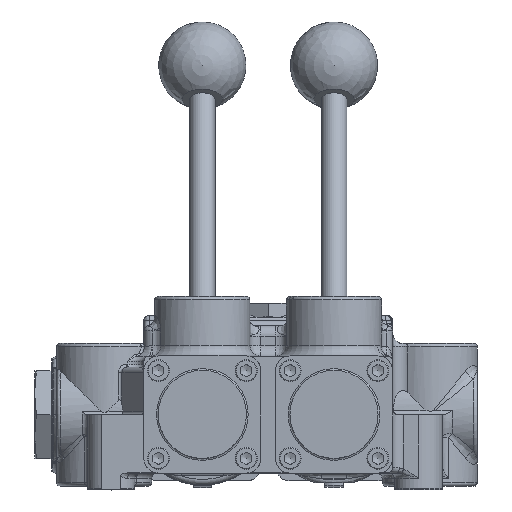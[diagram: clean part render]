
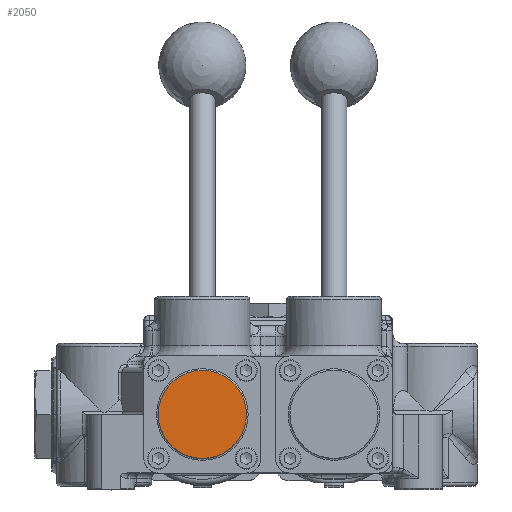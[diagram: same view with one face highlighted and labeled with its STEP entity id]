
A CAD part, top view. The second image highlights one B-rep face of the part: STEP entity #2050.
In plain terms, the highlighted planar face has unit normal (0, 0, 1).
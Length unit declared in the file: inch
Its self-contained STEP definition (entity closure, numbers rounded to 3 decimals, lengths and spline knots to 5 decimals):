
#1920=CARTESIAN_POINT('',(-1.497,0.,7.745));
#1921=VERTEX_POINT('',#1920);
#1922=CARTESIAN_POINT('',(-2.25,0.,7.745));
#1923=DIRECTION('',(0.0,0.0,-1.0));
#1924=DIRECTION('',(-1.0,0.0,0.0));
#1925=AXIS2_PLACEMENT_3D('',#1922,#1923,#1924);
#1926=CIRCLE('',#1925,0.753);
#1927=EDGE_CURVE('',#1921,#1921,#1926,.T.);
#2042=CARTESIAN_POINT('',(-2.25,0.,7.745));
#2043=DIRECTION('',(0.0,0.0,1.0));
#2044=DIRECTION('',(-1.0,0.0,0.0));
#2045=AXIS2_PLACEMENT_3D('',#2042,#2043,#2044);
#2046=PLANE('',#2045);
#2047=ORIENTED_EDGE('',*,*,#1927,.F.);
#2048=EDGE_LOOP('',(#2047));
#2049=FACE_OUTER_BOUND('',#2048,.T.);
#2050=ADVANCED_FACE('',(#2049),#2046,.T.);
